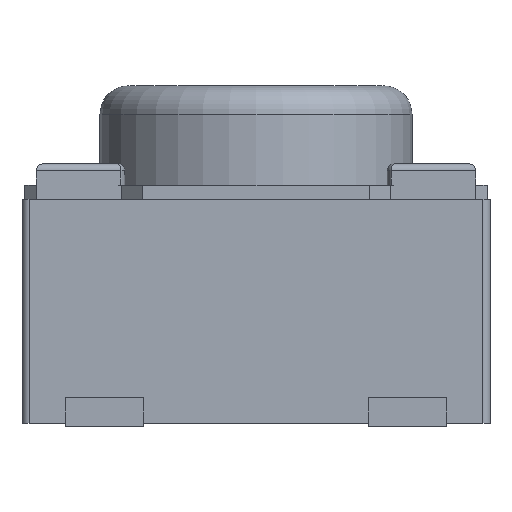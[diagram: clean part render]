
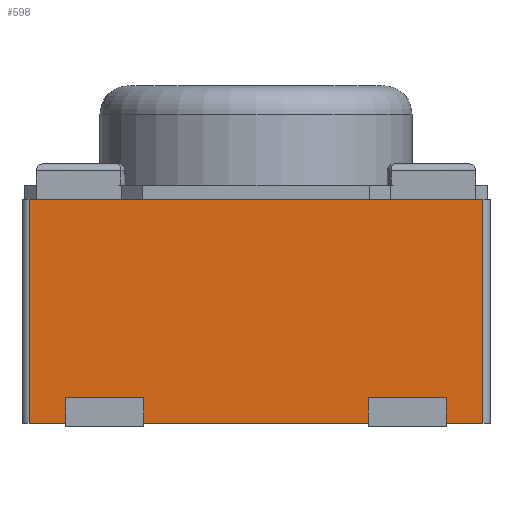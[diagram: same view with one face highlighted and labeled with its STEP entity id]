
A CAD part, left-side view. The second image highlights one B-rep face of the part: STEP entity #598.
In plain terms, the highlighted planar face has unit normal (-1, 0, 0).
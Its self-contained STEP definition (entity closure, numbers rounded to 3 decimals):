
#598=ADVANCED_FACE('',(#1595),#1597,.T.);
#1595=FACE_BOUND('',#1596,.T.);
#1596=EDGE_LOOP('',(#2376,#2377,#2378,#2379));
#1597=PLANE('',#1598);
#1598=AXIS2_PLACEMENT_3D('',#1599,#1600,#1601);
#1599=CARTESIAN_POINT('',(-2.1,1.65,0.02));
#1600=DIRECTION('',(-1.,0.,0.));
#1601=DIRECTION('',(0.,-1.,0.));
#2376=ORIENTED_EDGE('',*,*,#2875,.T.);
#2377=ORIENTED_EDGE('',*,*,#2745,.F.);
#2378=ORIENTED_EDGE('',*,*,#2876,.F.);
#2379=ORIENTED_EDGE('',*,*,#2877,.T.);
#2745=EDGE_CURVE('',#3105,#3107,#3108,.T.);
#2875=EDGE_CURVE('',#3329,#3107,#3330,.T.);
#2876=EDGE_CURVE('',#3331,#3105,#3332,.T.);
#2877=EDGE_CURVE('',#3331,#3329,#3333,.T.);
#3105=VERTEX_POINT('',#3739);
#3107=VERTEX_POINT('',#3744);
#3108=LINE('',#3745,#3746);
#3329=VERTEX_POINT('',#4271);
#3330=LINE('',#4272,#4273);
#3331=VERTEX_POINT('',#4275);
#3332=LINE('',#4276,#4277);
#3333=LINE('',#4279,#4280);
#3739=CARTESIAN_POINT('',(-2.1,1.6,1.6));
#3744=CARTESIAN_POINT('',(-2.1,-1.6,1.6));
#3745=CARTESIAN_POINT('',(-2.1,1.6,1.6));
#3746=VECTOR('',#3747,1.);
#3747=DIRECTION('',(0.,-1.,0.));
#4271=CARTESIAN_POINT('',(-2.1,-1.6,0.02));
#4272=CARTESIAN_POINT('',(-2.1,-1.6,0.02));
#4273=VECTOR('',#4274,1.);
#4274=DIRECTION('',(0.,0.,1.));
#4275=CARTESIAN_POINT('',(-2.1,1.6,0.02));
#4276=CARTESIAN_POINT('',(-2.1,1.6,0.02));
#4277=VECTOR('',#4278,1.);
#4278=DIRECTION('',(0.,0.,1.));
#4279=CARTESIAN_POINT('',(-2.1,1.6,0.02));
#4280=VECTOR('',#4281,1.);
#4281=DIRECTION('',(0.,-1.,0.));
